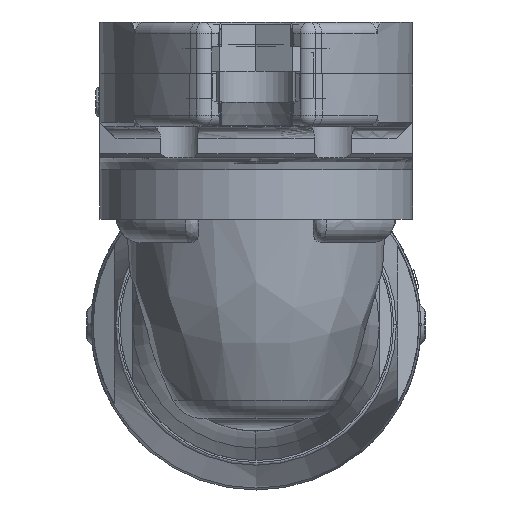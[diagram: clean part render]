
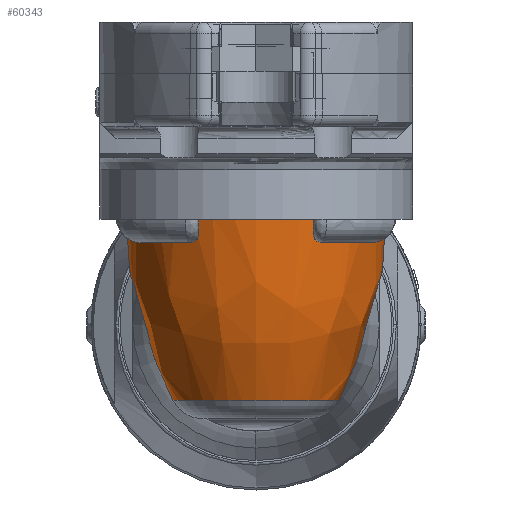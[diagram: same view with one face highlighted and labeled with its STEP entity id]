
A CAD part, left-side view. The second image highlights one B-rep face of the part: STEP entity #60343.
In plain terms, the highlighted free-form (B-spline) face has degree [3, 3] with [7, 4] control points.
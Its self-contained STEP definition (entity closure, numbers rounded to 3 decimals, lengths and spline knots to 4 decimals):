
#59273=CARTESIAN_POINT('',(-5.6551,0.4165,
-0.4005));
#59274=CARTESIAN_POINT('',(-5.6605,0.4245,
-0.3899));
#59275=CARTESIAN_POINT('',(-5.6709,0.4396,
-0.3689));
#59276=CARTESIAN_POINT('',(-5.6847,0.4595,
-0.3385));
#59277=CARTESIAN_POINT('',(-5.6962,0.477,
-0.3092));
#59278=CARTESIAN_POINT('',(-5.7048,0.4923,
-0.2811));
#59279=CARTESIAN_POINT('',(-5.7102,0.506,
-0.2537));
#59280=CARTESIAN_POINT('',(-5.712,0.5189,
-0.2251));
#59281=CARTESIAN_POINT('',(-5.709,0.5316,
-0.1942));
#59282=CARTESIAN_POINT('',(-5.7008,0.5437,
-0.1608));
#59283=CARTESIAN_POINT('',(-5.6872,0.5549,
-0.1249));
#59284=CARTESIAN_POINT('',(-5.6692,0.5649,
-0.0867));
#59285=CARTESIAN_POINT('',(-5.6479,0.5733,
-0.0469));
#59286=CARTESIAN_POINT('',(-5.624,0.5798,
-0.0054));
#59287=CARTESIAN_POINT('',(-5.5973,0.5845,
0.039));
#59288=CARTESIAN_POINT('',(-5.5674,0.5867,
0.0872));
#59289=CARTESIAN_POINT('',(-5.534,0.5859,
0.1399));
#59290=CARTESIAN_POINT('',(-5.4969,0.5809,
0.1978));
#59291=CARTESIAN_POINT('',(-5.4563,0.5705,
0.2608));
#59292=CARTESIAN_POINT('',(-5.4126,0.5532,
0.3284));
#59293=CARTESIAN_POINT('',(-5.3652,0.5268,
0.4019));
#59294=CARTESIAN_POINT('',(-5.3309,0.5004,
0.4552));
#59295=CARTESIAN_POINT('',(-5.3135,0.4845,
0.4825));
#59331=CARTESIAN_POINT('',(-5.3091,-0.4824,0.562));
#59332=CARTESIAN_POINT('',(-5.3091,-0.4824,
0.5487));
#59333=CARTESIAN_POINT('',(-5.3098,-0.4827,
0.5221));
#59334=CARTESIAN_POINT('',(-5.312,-0.4838,
0.4956));
#59335=CARTESIAN_POINT('',(-5.3135,-0.4845,
0.4825));
#59337=CARTESIAN_POINT('',(-5.799,0.,-0.4005));
#59338=DIRECTION('',(0.,0.,-1.));
#59339=DIRECTION('',(0.327,-0.945,0.));
#59340=AXIS2_PLACEMENT_3D('',#59337,#59338,#59339);
#59342=CARTESIAN_POINT('',(-5.3135,0.4845,
0.4825));
#59343=CARTESIAN_POINT('',(-5.312,0.4838,
0.4956));
#59344=CARTESIAN_POINT('',(-5.3098,0.4827,
0.5221));
#59345=CARTESIAN_POINT('',(-5.3091,0.4824,
0.5487));
#59346=CARTESIAN_POINT('',(-5.3091,0.4824,0.562));
#59348=CARTESIAN_POINT('',(-5.799,0.,0.562));
#59349=DIRECTION('',(0.,0.,1.));
#59350=DIRECTION('',(0.713,0.702,0.));
#59351=AXIS2_PLACEMENT_3D('',#59348,#59349,#59350);
#59383=CARTESIAN_POINT('',(-5.3135,-0.4845,
0.4825));
#59384=CARTESIAN_POINT('',(-5.3304,-0.5,
0.456));
#59385=CARTESIAN_POINT('',(-5.3637,-0.5257,
0.4042));
#59386=CARTESIAN_POINT('',(-5.4097,-0.5518,
0.3328));
#59387=CARTESIAN_POINT('',(-5.4522,-0.5691,
0.2671));
#59388=CARTESIAN_POINT('',(-5.4916,-0.5798,
0.206));
#59389=CARTESIAN_POINT('',(-5.5276,-0.5852,
0.1499));
#59390=CARTESIAN_POINT('',(-5.5601,-0.5868,
0.0988));
#59391=CARTESIAN_POINT('',(-5.5891,-0.5853,
0.0523));
#59392=CARTESIAN_POINT('',(-5.615,-0.5816,
0.0097));
#59393=CARTESIAN_POINT('',(-5.6382,-0.5762,
-0.0298));
#59394=CARTESIAN_POINT('',(-5.6592,-0.5691,
-0.0676));
#59395=CARTESIAN_POINT('',(-5.6774,-0.5607,
-0.1036));
#59396=CARTESIAN_POINT('',(-5.6921,-0.5512,
-0.1371));
#59397=CARTESIAN_POINT('',(-5.7037,-0.5403,
-0.1705));
#59398=CARTESIAN_POINT('',(-5.7112,-0.5269,
-0.2064));
#59399=CARTESIAN_POINT('',(-5.7117,-0.5107,
-0.2439));
#59400=CARTESIAN_POINT('',(-5.7055,-0.4934,
-0.2791));
#59401=CARTESIAN_POINT('',(-5.6957,-0.4762,
-0.3106));
#59402=CARTESIAN_POINT('',(-5.6847,-0.4595,
-0.3384));
#59403=CARTESIAN_POINT('',(-5.6737,-0.4436,
-0.3628));
#59404=CARTESIAN_POINT('',(-5.6635,-0.429,
-0.3837));
#59405=CARTESIAN_POINT('',(-5.6577,-0.4205,
-0.3953));
#59406=CARTESIAN_POINT('',(-5.6551,-0.4165,
-0.4005));
#59594=CARTESIAN_POINT('',(-5.6551,-0.4165,
-0.4005));
#59672=CARTESIAN_POINT('',(-5.6551,0.4165,
-0.4005));
#59846=VERTEX_POINT('',#59672);
#59849=VERTEX_POINT('',#59594);
#59859=VERTEX_POINT('',#59346);
#59860=VERTEX_POINT('',#59342);
#59866=VERTEX_POINT('',#59335);
#59867=VERTEX_POINT('',#59331);
#60301=CARTESIAN_POINT('',(-5.2658,-0.4339,
0.5821));
#60302=CARTESIAN_POINT('',(-5.2631,-0.4361,
0.23));
#60303=CARTESIAN_POINT('',(-5.3309,-0.3809,
-0.1111));
#60304=CARTESIAN_POINT('',(-5.4648,-0.272,
-0.418));
#60305=CARTESIAN_POINT('',(-5.7555,-1.0356,
0.5821));
#60306=CARTESIAN_POINT('',(-5.7553,-1.0409,
0.23));
#60307=CARTESIAN_POINT('',(-5.7608,-0.9091,
-0.1111));
#60308=CARTESIAN_POINT('',(-5.7717,-0.6492,
-0.418));
#60309=CARTESIAN_POINT('',(-6.4864,-0.7757,
0.5821));
#60310=CARTESIAN_POINT('',(-6.4899,-0.7797,
0.23));
#60311=CARTESIAN_POINT('',(-6.4025,-0.681,
-0.1111));
#60312=CARTESIAN_POINT('',(-6.2299,-0.4863,
-0.418));
#60313=CARTESIAN_POINT('',(-6.4864,0.,0.5821));
#60314=CARTESIAN_POINT('',(-6.4899,0.,0.23));
#60315=CARTESIAN_POINT('',(-6.4025,0.,-0.1111));
#60316=CARTESIAN_POINT('',(-6.2299,0.,-0.418));
#60317=CARTESIAN_POINT('',(-6.4864,0.7757,
0.5821));
#60318=CARTESIAN_POINT('',(-6.4899,0.7797,
0.23));
#60319=CARTESIAN_POINT('',(-6.4025,0.681,
-0.1111));
#60320=CARTESIAN_POINT('',(-6.2299,0.4863,
-0.418));
#60321=CARTESIAN_POINT('',(-5.7555,1.0356,
0.5821));
#60322=CARTESIAN_POINT('',(-5.7553,1.0409,
0.23));
#60323=CARTESIAN_POINT('',(-5.7608,0.9091,
-0.1111));
#60324=CARTESIAN_POINT('',(-5.7717,0.6492,
-0.418));
#60325=CARTESIAN_POINT('',(-5.2658,0.4339,
0.5821));
#60326=CARTESIAN_POINT('',(-5.2631,0.4361,
0.23));
#60327=CARTESIAN_POINT('',(-5.3309,0.3809,
-0.1111));
#60328=CARTESIAN_POINT('',(-5.4648,0.272,
-0.418));
#60329=(BOUNDED_SURFACE()B_SPLINE_SURFACE(3,3,((#60301,#60302,#60303,#60304),(
#60305,#60306,#60307,#60308),(#60309,#60310,#60311,#60312),(#60313,#60314,
#60315,#60316),(#60317,#60318,#60319,#60320),(#60321,#60322,#60323,#60324),(
#60325,#60326,#60327,#60328)),.UNSPECIFIED.,.F.,.F.,.F.)B_SPLINE_SURFACE_WITH_KNOTS((4,3,4),(4,4),(0.,1.,2.),(0.,1.),.UNSPECIFIED.)GEOMETRIC_REPRESENTATION_ITEM()RATIONAL_B_SPLINE_SURFACE(((1.524,1.49,
1.49,1.524),(0.848,0.829,
0.829,0.848),(0.848,0.829,
0.829,0.848),(1.524,1.49,
1.49,1.524),(0.848,0.829,
0.829,0.848),(0.848,0.829,
0.829,0.848),(1.524,1.49,
1.49,1.524)))REPRESENTATION_ITEM('')SURFACE());
#60331=ORIENTED_EDGE('',*,*,#60330,.T.);
#60333=ORIENTED_EDGE('',*,*,#60332,.T.);
#60335=ORIENTED_EDGE('',*,*,#60334,.T.);
#60336=ORIENTED_EDGE('',*,*,#60291,.T.);
#60338=ORIENTED_EDGE('',*,*,#60337,.T.);
#60340=ORIENTED_EDGE('',*,*,#60339,.T.);
#60341=EDGE_LOOP('',(#60331,#60333,#60335,#60336,#60338,#60340));
#60342=FACE_OUTER_BOUND('',#60341,.F.);
#60343=ADVANCED_FACE('',(#60342),#60329,.T.);
#59296=B_SPLINE_CURVE_WITH_KNOTS('',3,(#59273,#59274,#59275,#59276,#59277,
#59278,#59279,#59280,#59281,#59282,#59283,#59284,#59285,#59286,#59287,#59288,
#59289,#59290,#59291,#59292,#59293,#59294,#59295),.UNSPECIFIED.,.F.,.F.,(4,1,1,
1,1,1,1,1,1,1,1,1,1,1,1,1,1,1,1,1,4),(0.,0.05,0.1,0.15,0.2,0.25,
0.3,0.35,0.4,0.45,0.5,0.55,0.6,0.65,0.7,0.75,0.8,0.85,
0.9,0.95,1.),.UNSPECIFIED.);
#59336=B_SPLINE_CURVE_WITH_KNOTS('',3,(#59331,#59332,#59333,#59334,#59335),
.UNSPECIFIED.,.F.,.F.,(4,1,4),(0.,0.5,1.),.UNSPECIFIED.);
#59341=CIRCLE('',#59340,0.4407);
#59347=B_SPLINE_CURVE_WITH_KNOTS('',3,(#59342,#59343,#59344,#59345,#59346),
.UNSPECIFIED.,.F.,.F.,(4,1,4),(0.,0.5,1.),.UNSPECIFIED.);
#59352=CIRCLE('',#59351,0.6875);
#59407=B_SPLINE_CURVE_WITH_KNOTS('',3,(#59383,#59384,#59385,#59386,#59387,
#59388,#59389,#59390,#59391,#59392,#59393,#59394,#59395,#59396,#59397,#59398,
#59399,#59400,#59401,#59402,#59403,#59404,#59405,#59406),.UNSPECIFIED.,.F.,.F.,(
4,1,1,1,1,1,1,1,1,1,1,1,1,1,1,1,1,1,1,1,1,4),(0.,0.0476,
0.0952,0.1429,0.1905,0.2381,
0.2857,0.3333,0.381,0.4286,
0.4762,0.5238,0.5714,0.619,
0.6667,0.7143,0.7619,0.8095,
0.8571,0.9048,0.9524,1.),.UNSPECIFIED.);
#60291=EDGE_CURVE('',#59846,#59860,#59296,.T.);
#60330=EDGE_CURVE('',#59867,#59866,#59336,.T.);
#60332=EDGE_CURVE('',#59866,#59849,#59407,.T.);
#60334=EDGE_CURVE('',#59849,#59846,#59341,.T.);
#60337=EDGE_CURVE('',#59860,#59859,#59347,.T.);
#60339=EDGE_CURVE('',#59859,#59867,#59352,.T.);
